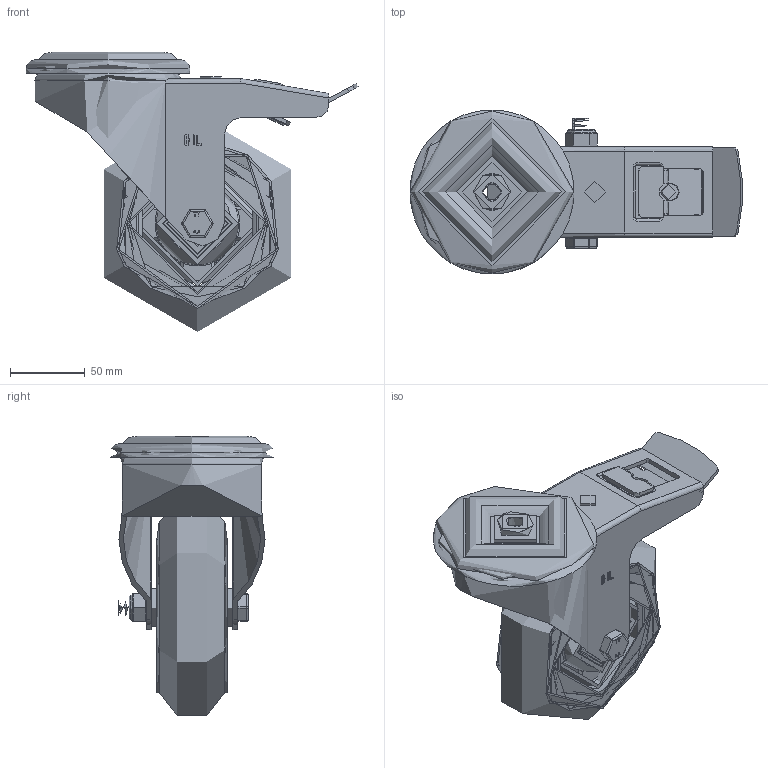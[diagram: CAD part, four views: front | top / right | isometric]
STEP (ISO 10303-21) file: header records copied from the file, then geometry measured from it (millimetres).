
FILE_DESCRIPTION(/* description */ ('','CAx-IF Rec.Pracs.---Representation and Presentation of Product Manufacturing Information (PMI)---4.0---2014-10-13'),/* implementation_level */ '2;1');
FILE_NAME(/* name */ 'BZMM150SRERGBJBH12S.step',/* time_stamp */ '2025-01-03T11:36:37Z',/* author */ (''),/* organization */ (''),/* preprocessor_version */ 'ST-DEVELOPER v20',/* originating_system */ 'Autodesk Translation Framework v13.20.0.188',/* authorisation */ '');
FILE_SCHEMA (('AP242_MANAGED_MODEL_BASED_3D_ENGINEERING_MIM_LF { 1 0 10303 442 1 1 4 }'));
Length unit declared in the file: millimetre
Products named in the file (33): BZMM150SRERGBJBH12S; BZH150WSRERGBJM20 v1; 55 SHORE A ELASTIC RUBBER TYRE; ALUMINIUM RIM; BEARING6204; BALL BEARINGS; BEARING6204 (1); BALL BEARINGS (1); Component3; INNER; OUTER; MIDDLE; RUBBER; BEARING SPACER; BZMM150ASBH12SWB - 55 v1; ZINC PLATED, PRESSED STEEL TOP PLATE (1); BRAKE PAD (1); BRAKE PAD Geometry (1); BRAKE BOLT (1); BOLT (1); NUT (1); ZINC PLATED, PRESSED STEEL FORKS (1); ZINC PLATED, PRESSED STEEL BRAKE PEDAL (1); TH20X5X12 - 2 v1; ZINC PLATED, HEADED SPACER; TH20X5X12 - 2 v1 (1); ZINC PLATED, HEADED SPACER (1); HEXBOLTM12X80Z8.8 v2; GRADE 8.8 ZINC PLATED BOLT; NYLOCM12Z v1; NYLOC NUT; NUT (2); RUBBER (1)
Assembly tree (51 placements, depth 5):
  BZMM150SRERGBJBH12S
    BZH150WSRERGBJM20 v1
      55 SHORE A ELASTIC RUBBER TYRE
      ALUMINIUM RIM
      BEARING6204
        INNER
        OUTER
        BALL BEARINGS
          Component3  x8
        MIDDLE
        RUBBER
      BEARING6204 (1)
        BALL BEARINGS (1)
          Component3  x8
        INNER
        OUTER
        MIDDLE
        RUBBER
      BEARING SPACER
    BZMM150ASBH12SWB - 55 v1
      ZINC PLATED, PRESSED STEEL TOP PLATE (1)
      BRAKE PAD (1)
        BRAKE PAD Geometry (1)
        BRAKE BOLT (1)
        BOLT (1)
        NUT (1)
      ZINC PLATED, PRESSED STEEL FORKS (1)
      ZINC PLATED, PRESSED STEEL BRAKE PEDAL (1)
    TH20X5X12 - 2 v1
      ZINC PLATED, HEADED SPACER
    TH20X5X12 - 2 v1 (1)
      ZINC PLATED, HEADED SPACER (1)
    HEXBOLTM12X80Z8.8 v2
      GRADE 8.8 ZINC PLATED BOLT
    NYLOCM12Z v1
      NYLOC NUT
        NUT (2)
        RUBBER (1)
Bounding box: 222.68 x 110 x 187.7 mm (x, y, z)
Volume: 737530.5 mm3; surface area: 269619.2 mm2
Topology: 41 solids, 41 shells, 1448 faces, 3701 edges, 2428 vertices
Faces by surface type: plane 578, bspline 440, cylinder 264, torus 88, sphere 66, cone 12
Full cylindrical faces by diameter (mm): 8 x2, 9.836 x18, 11.834 x18, 12 x3, 12.1 x2, 12.2 x1, 12.5 x2, 14 x3, 15 x1, 18 x1, 18.5 x1, 19.75 x2, 20 x3, 23 x1, 24.5 x1, 25 x4, 27 x2, 28.5 x8, 30.8 x4, 31.3 x4, 33.5 x1, 34 x1, 40 x2, 40.3 x4, 40.5 x4, 40.8 x4, 42 x10, 43 x1, 47 x4, 52.5 x1
Entity records: 63088 total; most frequent: CARTESIAN_POINT 37493, ORIENTED_EDGE 5474, DIRECTION 4500, EDGE_CURVE 2737, VERTEX_POINT 1790, AXIS2_PLACEMENT_3D 1684, EDGE_LOOP 1249, LINE 1132
